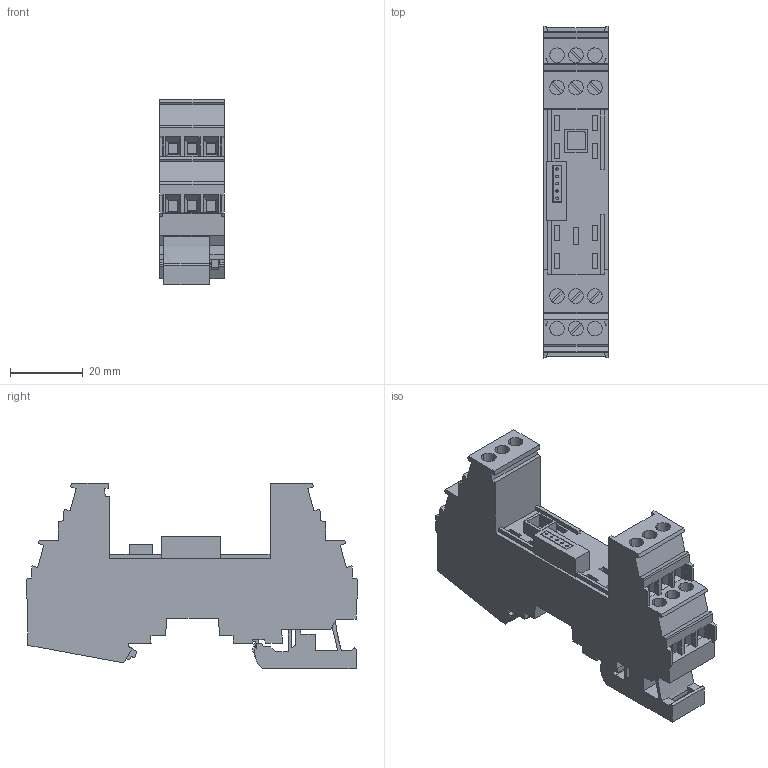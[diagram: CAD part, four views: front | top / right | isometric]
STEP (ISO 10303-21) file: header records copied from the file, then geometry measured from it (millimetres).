
FILE_DESCRIPTION(('Creo Elements/Direct Modeling STEP Export'),'2;1');
FILE_NAME('model.stp','2020-09-30T15:29:47',(''),(''),'Creo Elements/Direct Modeling STEP processor for AP214 (Solid Model)','Creo Elements/Direct Modeling 20.1A 29-Sep-2018 (C) Parametric Technology GmbH','');
FILE_SCHEMA(('AUTOMOTIVE_DESIGN { 1 0 10303 214 1 1 1 1 }'));
Length unit declared in the file: millimetre
Products named in the file (2): PT_IQ...EX_BE_UT-select
Assembly tree (1 placements, depth 2):
  PT_IQ...EX_BE_UT-select
    PT_IQ...EX_BE_UT-select
Bounding box: 17.7 x 91.05 x 50.98 mm (x, y, z)
Volume: 44834.9 mm3; surface area: 15632.5 mm2
Topology: 1 solids, 1 shells, 617 faces, 1692 edges, 1116 vertices
Faces by surface type: plane 571, cylinder 45, extrusion 1
Entity records: 22712 total; most frequent: ORIENTED_EDGE 3384, CARTESIAN_POINT 3337, DIRECTION 2770, EDGE_CURVE 1692, VECTOR 1506, LINE 1505, VERTEX_POINT 1116, EDGE_LOOP 666
